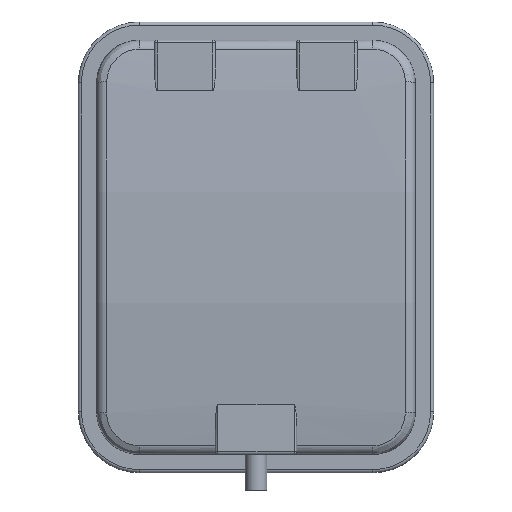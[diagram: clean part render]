
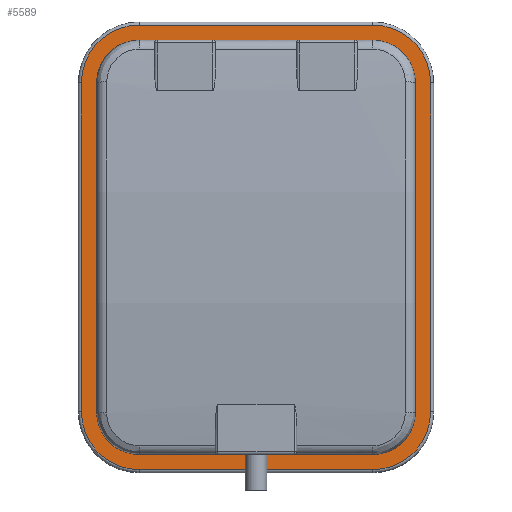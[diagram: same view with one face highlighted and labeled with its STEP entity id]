
A CAD part, front view. The second image highlights one B-rep face of the part: STEP entity #5589.
In plain terms, the highlighted planar face has unit normal (0, -1, 0).
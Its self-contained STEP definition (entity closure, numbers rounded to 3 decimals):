
#150=FACE_BOUND('',#926,.T.);
#568=FACE_OUTER_BOUND('',#925,.T.);
#925=EDGE_LOOP('',(#4866,#4867,#4868,#4869,#4870,#4871,#4872,#4873));
#926=EDGE_LOOP('',(#4874,#4875,#4876,#4877,#4878,#4879,#4880,#4881));
#1243=CIRCLE('',#6170,57.);
#1246=CIRCLE('',#6174,57.);
#1250=CIRCLE('',#6181,57.);
#1253=CIRCLE('',#6185,57.);
#1254=CIRCLE('',#6188,42.);
#1255=CIRCLE('',#6189,42.);
#1256=CIRCLE('',#6190,42.);
#1257=CIRCLE('',#6191,42.);
#1690=LINE('',#10665,#2148);
#1691=LINE('',#10680,#2149);
#1693=LINE('',#10686,#2151);
#1695=LINE('',#10699,#2153);
#1696=LINE('',#10703,#2154);
#1697=LINE('',#10707,#2155);
#1698=LINE('',#10711,#2156);
#1699=LINE('',#10715,#2157);
#2148=VECTOR('',#7679,10.);
#2149=VECTOR('',#7700,10.);
#2151=VECTOR('',#7706,10.);
#2153=VECTOR('',#7724,10.);
#2154=VECTOR('',#7727,10.);
#2155=VECTOR('',#7730,10.);
#2156=VECTOR('',#7733,10.);
#2157=VECTOR('',#7736,10.);
#2655=VERTEX_POINT('',#10662);
#2656=VERTEX_POINT('',#10664);
#2657=VERTEX_POINT('',#10668);
#2658=VERTEX_POINT('',#10672);
#2660=VERTEX_POINT('',#10678);
#2661=VERTEX_POINT('',#10682);
#2663=VERTEX_POINT('',#10688);
#2664=VERTEX_POINT('',#10692);
#2666=VERTEX_POINT('',#10701);
#2667=VERTEX_POINT('',#10702);
#2668=VERTEX_POINT('',#10704);
#2669=VERTEX_POINT('',#10706);
#2670=VERTEX_POINT('',#10708);
#2671=VERTEX_POINT('',#10710);
#2672=VERTEX_POINT('',#10712);
#2673=VERTEX_POINT('',#10714);
#3397=EDGE_CURVE('',#2655,#2656,#1690,.T.);
#3400=EDGE_CURVE('',#2657,#2655,#1243,.T.);
#3403=EDGE_CURVE('',#2656,#2658,#1246,.T.);
#3405=EDGE_CURVE('',#2660,#2657,#1691,.T.);
#3408=EDGE_CURVE('',#2658,#2661,#1693,.T.);
#3410=EDGE_CURVE('',#2663,#2660,#1250,.T.);
#3413=EDGE_CURVE('',#2661,#2664,#1253,.T.);
#3415=EDGE_CURVE('',#2664,#2663,#1695,.T.);
#3416=EDGE_CURVE('',#2666,#2667,#1696,.T.);
#3417=EDGE_CURVE('',#2667,#2668,#1254,.T.);
#3418=EDGE_CURVE('',#2668,#2669,#1697,.T.);
#3419=EDGE_CURVE('',#2669,#2670,#1255,.T.);
#3420=EDGE_CURVE('',#2670,#2671,#1698,.T.);
#3421=EDGE_CURVE('',#2671,#2672,#1256,.T.);
#3422=EDGE_CURVE('',#2672,#2673,#1699,.T.);
#3423=EDGE_CURVE('',#2673,#2666,#1257,.T.);
#4866=ORIENTED_EDGE('',*,*,#3397,.F.);
#4867=ORIENTED_EDGE('',*,*,#3400,.F.);
#4868=ORIENTED_EDGE('',*,*,#3405,.F.);
#4869=ORIENTED_EDGE('',*,*,#3410,.F.);
#4870=ORIENTED_EDGE('',*,*,#3415,.F.);
#4871=ORIENTED_EDGE('',*,*,#3413,.F.);
#4872=ORIENTED_EDGE('',*,*,#3408,.F.);
#4873=ORIENTED_EDGE('',*,*,#3403,.F.);
#4874=ORIENTED_EDGE('',*,*,#3416,.T.);
#4875=ORIENTED_EDGE('',*,*,#3417,.T.);
#4876=ORIENTED_EDGE('',*,*,#3418,.T.);
#4877=ORIENTED_EDGE('',*,*,#3419,.T.);
#4878=ORIENTED_EDGE('',*,*,#3420,.T.);
#4879=ORIENTED_EDGE('',*,*,#3421,.T.);
#4880=ORIENTED_EDGE('',*,*,#3422,.T.);
#4881=ORIENTED_EDGE('',*,*,#3423,.T.);
#5301=PLANE('',#6187);
#5589=ADVANCED_FACE('',(#568,#150),#5301,.T.);
#6170=AXIS2_PLACEMENT_3D('',#10670,#7686,#7687);
#6174=AXIS2_PLACEMENT_3D('',#10676,#7694,#7695);
#6181=AXIS2_PLACEMENT_3D('',#10690,#7711,#7712);
#6185=AXIS2_PLACEMENT_3D('',#10696,#7719,#7720);
#6187=AXIS2_PLACEMENT_3D('',#10700,#7725,#7726);
#6188=AXIS2_PLACEMENT_3D('',#10705,#7728,#7729);
#6189=AXIS2_PLACEMENT_3D('',#10709,#7731,#7732);
#6190=AXIS2_PLACEMENT_3D('',#10713,#7734,#7735);
#6191=AXIS2_PLACEMENT_3D('',#10716,#7737,#7738);
#7679=DIRECTION('',(-1.,0.,0.));
#7686=DIRECTION('center_axis',(0.,1.,0.));
#7687=DIRECTION('ref_axis',(0.707,0.,-0.707));
#7694=DIRECTION('center_axis',(0.,1.,0.));
#7695=DIRECTION('ref_axis',(-0.707,0.,-0.707));
#7700=DIRECTION('',(0.,0.,-1.));
#7706=DIRECTION('',(0.,0.,1.));
#7711=DIRECTION('center_axis',(0.,1.,0.));
#7712=DIRECTION('ref_axis',(0.707,0.,0.707));
#7719=DIRECTION('center_axis',(0.,1.,0.));
#7720=DIRECTION('ref_axis',(-0.707,0.,0.707));
#7724=DIRECTION('',(1.,0.,0.));
#7725=DIRECTION('center_axis',(0.,-1.,0.));
#7726=DIRECTION('ref_axis',(1.,0.,0.));
#7727=DIRECTION('',(1.,0.,0.));
#7728=DIRECTION('center_axis',(0.,1.,0.));
#7729=DIRECTION('ref_axis',(1.,0.,0.));
#7730=DIRECTION('',(0.,0.,-1.));
#7731=DIRECTION('center_axis',(0.,1.,0.));
#7732=DIRECTION('ref_axis',(0.,0.,-1.));
#7733=DIRECTION('',(-1.,0.,0.));
#7734=DIRECTION('center_axis',(0.,1.,0.));
#7735=DIRECTION('ref_axis',(-1.,0.,0.));
#7736=DIRECTION('',(0.,0.,1.));
#7737=DIRECTION('center_axis',(0.,1.,0.));
#7738=DIRECTION('ref_axis',(0.,0.,
1.));
#10662=CARTESIAN_POINT('',(115.,17.,20.));
#10664=CARTESIAN_POINT('',(-115.,17.,20.));
#10665=CARTESIAN_POINT('',(57.5,17.,20.));
#10668=CARTESIAN_POINT('',(172.,17.,77.));
#10670=CARTESIAN_POINT('Origin',(115.,17.,77.));
#10672=CARTESIAN_POINT('',(-172.,17.,77.));
#10676=CARTESIAN_POINT('Origin',(-115.,17.,77.));
#10678=CARTESIAN_POINT('',(172.,17.,401.));
#10680=CARTESIAN_POINT('',(172.,17.,320.));
#10682=CARTESIAN_POINT('',(-172.,17.,401.));
#10686=CARTESIAN_POINT('',(-172.,17.,158.));
#10688=CARTESIAN_POINT('',(115.,17.,458.));
#10690=CARTESIAN_POINT('Origin',(115.,17.,401.));
#10692=CARTESIAN_POINT('',(-115.,17.,458.));
#10696=CARTESIAN_POINT('Origin',(-115.,17.,401.));
#10699=CARTESIAN_POINT('',(-57.5,17.,458.));
#10700=CARTESIAN_POINT('Origin',(0.,17.,239.));
#10701=CARTESIAN_POINT('',(-115.,17.,443.));
#10702=CARTESIAN_POINT('',(115.,17.,443.));
#10703=CARTESIAN_POINT('',(-57.5,17.,443.));
#10704=CARTESIAN_POINT('',(157.,17.,401.));
#10705=CARTESIAN_POINT('Origin',(115.,17.,401.));
#10706=CARTESIAN_POINT('',(157.,17.,77.));
#10707=CARTESIAN_POINT('',(157.,17.,320.));
#10708=CARTESIAN_POINT('',(115.,17.,35.));
#10709=CARTESIAN_POINT('Origin',(115.,17.,77.));
#10710=CARTESIAN_POINT('',(-115.,17.,35.));
#10711=CARTESIAN_POINT('',(57.5,17.,35.));
#10712=CARTESIAN_POINT('',(-157.,17.,77.));
#10713=CARTESIAN_POINT('Origin',(-115.,17.,77.));
#10714=CARTESIAN_POINT('',(-157.,17.,401.));
#10715=CARTESIAN_POINT('',(-157.,17.,158.));
#10716=CARTESIAN_POINT('Origin',(-115.,17.,401.));
